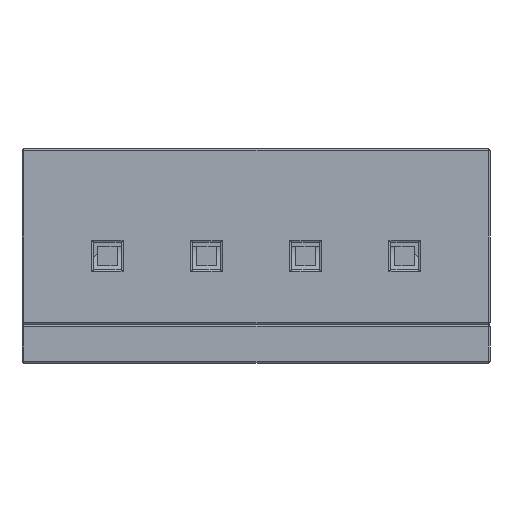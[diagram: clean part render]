
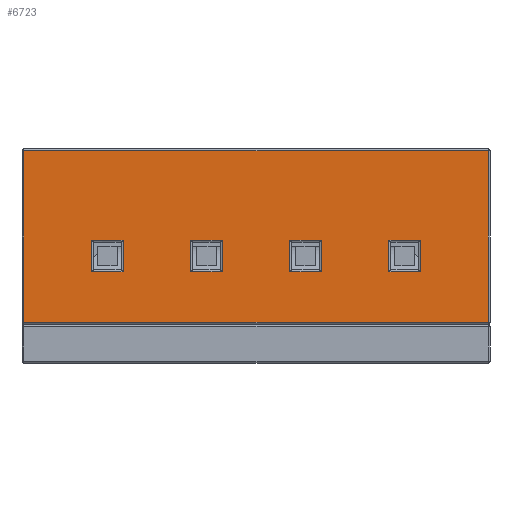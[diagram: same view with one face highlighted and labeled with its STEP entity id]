
A CAD part, front view. The second image highlights one B-rep face of the part: STEP entity #6723.
In plain terms, the highlighted planar face has unit normal (0, -1, 0).
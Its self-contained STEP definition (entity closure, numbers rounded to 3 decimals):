
#520=FACE_BOUND('',#972,.T.);
#521=FACE_BOUND('',#973,.T.);
#522=FACE_BOUND('',#974,.T.);
#523=FACE_BOUND('',#975,.T.);
#560=FACE_OUTER_BOUND('',#971,.T.);
#971=EDGE_LOOP('',(#4527,#4528,#4529,#4530));
#972=EDGE_LOOP('',(#4531,#4532,#4533,#4534));
#973=EDGE_LOOP('',(#4535,#4536,#4537,#4538));
#974=EDGE_LOOP('',(#4539,#4540,#4541,#4542));
#975=EDGE_LOOP('',(#4543,#4544,#4545,#4546));
#1422=LINE('',#9925,#2175);
#1423=LINE('',#9927,#2176);
#1424=LINE('',#9929,#2177);
#1425=LINE('',#9930,#2178);
#1426=LINE('',#9933,#2179);
#1427=LINE('',#9935,#2180);
#1428=LINE('',#9937,#2181);
#1429=LINE('',#9938,#2182);
#1430=LINE('',#9941,#2183);
#1431=LINE('',#9943,#2184);
#1432=LINE('',#9945,#2185);
#1433=LINE('',#9946,#2186);
#1434=LINE('',#9949,#2187);
#1435=LINE('',#9951,#2188);
#1436=LINE('',#9953,#2189);
#1437=LINE('',#9954,#2190);
#1438=LINE('',#9957,#2191);
#1439=LINE('',#9959,#2192);
#1440=LINE('',#9961,#2193);
#1441=LINE('',#9962,#2194);
#2175=VECTOR('',#7832,1000.);
#2176=VECTOR('',#7833,1000.);
#2177=VECTOR('',#7834,1000.);
#2178=VECTOR('',#7835,1000.);
#2179=VECTOR('',#7836,1000.);
#2180=VECTOR('',#7837,1000.);
#2181=VECTOR('',#7838,1000.);
#2182=VECTOR('',#7839,1000.);
#2183=VECTOR('',#7840,1000.);
#2184=VECTOR('',#7841,1000.);
#2185=VECTOR('',#7842,1000.);
#2186=VECTOR('',#7843,1000.);
#2187=VECTOR('',#7844,1000.);
#2188=VECTOR('',#7845,1000.);
#2189=VECTOR('',#7846,1000.);
#2190=VECTOR('',#7847,1000.);
#2191=VECTOR('',#7848,1000.);
#2192=VECTOR('',#7849,1000.);
#2193=VECTOR('',#7850,1000.);
#2194=VECTOR('',#7851,1000.);
#2928=VERTEX_POINT('',#9923);
#2929=VERTEX_POINT('',#9924);
#2930=VERTEX_POINT('',#9926);
#2931=VERTEX_POINT('',#9928);
#2932=VERTEX_POINT('',#9931);
#2933=VERTEX_POINT('',#9932);
#2934=VERTEX_POINT('',#9934);
#2935=VERTEX_POINT('',#9936);
#2936=VERTEX_POINT('',#9939);
#2937=VERTEX_POINT('',#9940);
#2938=VERTEX_POINT('',#9942);
#2939=VERTEX_POINT('',#9944);
#2940=VERTEX_POINT('',#9947);
#2941=VERTEX_POINT('',#9948);
#2942=VERTEX_POINT('',#9950);
#2943=VERTEX_POINT('',#9952);
#2944=VERTEX_POINT('',#9955);
#2945=VERTEX_POINT('',#9956);
#2946=VERTEX_POINT('',#9958);
#2947=VERTEX_POINT('',#9960);
#3516=EDGE_CURVE('',#2928,#2929,#1422,.T.);
#3517=EDGE_CURVE('',#2929,#2930,#1423,.T.);
#3518=EDGE_CURVE('',#2930,#2931,#1424,.T.);
#3519=EDGE_CURVE('',#2931,#2928,#1425,.T.);
#3520=EDGE_CURVE('',#2932,#2933,#1426,.T.);
#3521=EDGE_CURVE('',#2933,#2934,#1427,.T.);
#3522=EDGE_CURVE('',#2934,#2935,#1428,.T.);
#3523=EDGE_CURVE('',#2935,#2932,#1429,.T.);
#3524=EDGE_CURVE('',#2936,#2937,#1430,.T.);
#3525=EDGE_CURVE('',#2937,#2938,#1431,.T.);
#3526=EDGE_CURVE('',#2938,#2939,#1432,.T.);
#3527=EDGE_CURVE('',#2939,#2936,#1433,.T.);
#3528=EDGE_CURVE('',#2940,#2941,#1434,.T.);
#3529=EDGE_CURVE('',#2941,#2942,#1435,.T.);
#3530=EDGE_CURVE('',#2942,#2943,#1436,.T.);
#3531=EDGE_CURVE('',#2943,#2940,#1437,.T.);
#3532=EDGE_CURVE('',#2944,#2945,#1438,.T.);
#3533=EDGE_CURVE('',#2945,#2946,#1439,.T.);
#3534=EDGE_CURVE('',#2946,#2947,#1440,.T.);
#3535=EDGE_CURVE('',#2947,#2944,#1441,.T.);
#4527=ORIENTED_EDGE('',*,*,#3516,.T.);
#4528=ORIENTED_EDGE('',*,*,#3517,.T.);
#4529=ORIENTED_EDGE('',*,*,#3518,.T.);
#4530=ORIENTED_EDGE('',*,*,#3519,.T.);
#4531=ORIENTED_EDGE('',*,*,#3520,.T.);
#4532=ORIENTED_EDGE('',*,*,#3521,.T.);
#4533=ORIENTED_EDGE('',*,*,#3522,.T.);
#4534=ORIENTED_EDGE('',*,*,#3523,.T.);
#4535=ORIENTED_EDGE('',*,*,#3524,.T.);
#4536=ORIENTED_EDGE('',*,*,#3525,.T.);
#4537=ORIENTED_EDGE('',*,*,#3526,.T.);
#4538=ORIENTED_EDGE('',*,*,#3527,.T.);
#4539=ORIENTED_EDGE('',*,*,#3528,.T.);
#4540=ORIENTED_EDGE('',*,*,#3529,.T.);
#4541=ORIENTED_EDGE('',*,*,#3530,.T.);
#4542=ORIENTED_EDGE('',*,*,#3531,.T.);
#4543=ORIENTED_EDGE('',*,*,#3532,.T.);
#4544=ORIENTED_EDGE('',*,*,#3533,.T.);
#4545=ORIENTED_EDGE('',*,*,#3534,.T.);
#4546=ORIENTED_EDGE('',*,*,#3535,.T.);
#6549=PLANE('',#7159);
#6723=ADVANCED_FACE('',(#560,#520,#521,#522,#523),#6549,.F.);
#7159=AXIS2_PLACEMENT_3D('',#9922,#7830,#7831);
#7830=DIRECTION('center_axis',(0.,1.,0.));
#7831=DIRECTION('ref_axis',(0.,0.,1.));
#7832=DIRECTION('',(0.,0.,-1.));
#7833=DIRECTION('',(1.,0.,0.));
#7834=DIRECTION('',(0.,0.,1.));
#7835=DIRECTION('',(-1.,0.,0.));
#7836=DIRECTION('',(0.,0.,-1.));
#7837=DIRECTION('',(-1.,0.,0.));
#7838=DIRECTION('',(0.,0.,1.));
#7839=DIRECTION('',(1.,0.,0.));
#7840=DIRECTION('',(0.,0.,-1.));
#7841=DIRECTION('',(-1.,0.,0.));
#7842=DIRECTION('',(0.,0.,1.));
#7843=DIRECTION('',(1.,0.,0.));
#7844=DIRECTION('',(0.,0.,-1.));
#7845=DIRECTION('',(-1.,0.,0.));
#7846=DIRECTION('',(0.,0.,1.));
#7847=DIRECTION('',(1.,0.,0.));
#7848=DIRECTION('',(0.,0.,-1.));
#7849=DIRECTION('',(-1.,0.,0.));
#7850=DIRECTION('',(0.,0.,1.));
#7851=DIRECTION('',(1.,0.,0.));
#9922=CARTESIAN_POINT('Origin',(0.,0.,5.5));
#9923=CARTESIAN_POINT('',(0.05,0.,5.45));
#9924=CARTESIAN_POINT('',(0.05,0.,1.05));
#9925=CARTESIAN_POINT('',(0.05,0.,5.5));
#9926=CARTESIAN_POINT('',(11.95,0.,1.05));
#9927=CARTESIAN_POINT('',(12.,0.,1.05));
#9928=CARTESIAN_POINT('',(11.95,0.,5.45));
#9929=CARTESIAN_POINT('',(11.95,0.,5.5));
#9930=CARTESIAN_POINT('',(0.,0.,5.45));
#9931=CARTESIAN_POINT('',(2.59,0.,3.15));
#9932=CARTESIAN_POINT('',(2.59,0.,2.35));
#9933=CARTESIAN_POINT('',(2.59,0.,5.5));
#9934=CARTESIAN_POINT('',(1.79,0.,2.35));
#9935=CARTESIAN_POINT('',(0.,0.,2.35));
#9936=CARTESIAN_POINT('',(1.79,0.,3.15));
#9937=CARTESIAN_POINT('',(1.79,0.,5.5));
#9938=CARTESIAN_POINT('',(0.,0.,3.15));
#9939=CARTESIAN_POINT('',(5.13,0.,3.15));
#9940=CARTESIAN_POINT('',(5.13,0.,2.35));
#9941=CARTESIAN_POINT('',(5.13,0.,5.5));
#9942=CARTESIAN_POINT('',(4.33,0.,2.35));
#9943=CARTESIAN_POINT('',(0.,0.,2.35));
#9944=CARTESIAN_POINT('',(4.33,0.,3.15));
#9945=CARTESIAN_POINT('',(4.33,0.,5.5));
#9946=CARTESIAN_POINT('',(0.,0.,3.15));
#9947=CARTESIAN_POINT('',(7.67,0.,3.15));
#9948=CARTESIAN_POINT('',(7.67,0.,2.35));
#9949=CARTESIAN_POINT('',(7.67,0.,5.5));
#9950=CARTESIAN_POINT('',(6.87,0.,2.35));
#9951=CARTESIAN_POINT('',(0.,0.,2.35));
#9952=CARTESIAN_POINT('',(6.87,0.,3.15));
#9953=CARTESIAN_POINT('',(6.87,0.,5.5));
#9954=CARTESIAN_POINT('',(0.,0.,3.15));
#9955=CARTESIAN_POINT('',(10.21,0.,3.15));
#9956=CARTESIAN_POINT('',(10.21,0.,2.35));
#9957=CARTESIAN_POINT('',(10.21,0.,5.5));
#9958=CARTESIAN_POINT('',(9.41,0.,2.35));
#9959=CARTESIAN_POINT('',(0.,0.,2.35));
#9960=CARTESIAN_POINT('',(9.41,0.,3.15));
#9961=CARTESIAN_POINT('',(9.41,0.,5.5));
#9962=CARTESIAN_POINT('',(0.,0.,3.15));
